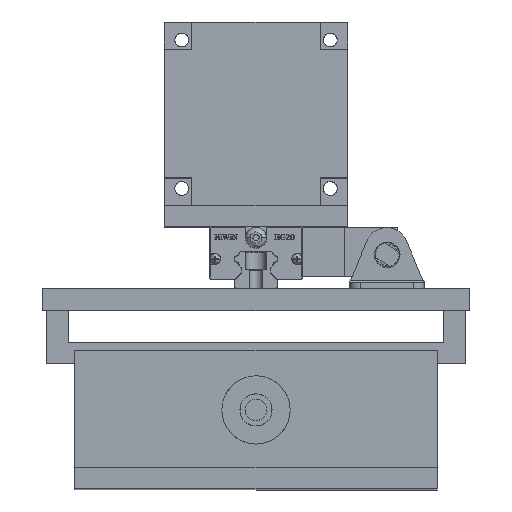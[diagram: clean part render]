
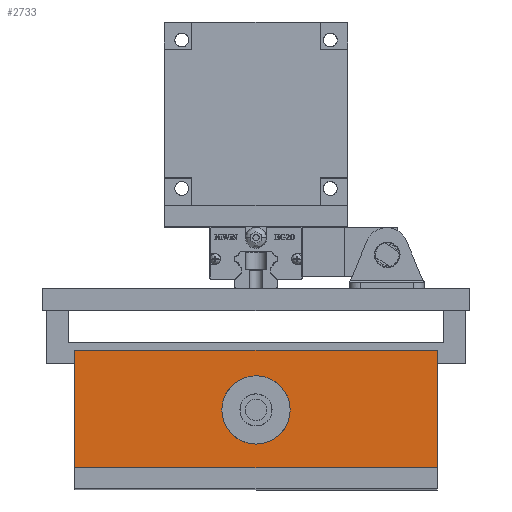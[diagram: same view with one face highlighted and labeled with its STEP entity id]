
A CAD part, top view. The second image highlights one B-rep face of the part: STEP entity #2733.
In plain terms, the highlighted free-form (B-spline) face has degree [1, 1] with [2, 2] control points.
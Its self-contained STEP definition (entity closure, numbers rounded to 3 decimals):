
#2604 = VERTEX_POINT('',#2605);
#2605 = CARTESIAN_POINT('',(-43.556,62.162,
    280.017));
#2612 = EDGE_CURVE('',#2613,#2604,#2615,.T.);
#2613 = VERTEX_POINT('',#2614);
#2614 = CARTESIAN_POINT('',(-240.473,62.162,
    280.017));
#2615 = B_SPLINE_CURVE_WITH_KNOTS('',1,(#2616,#2617),.UNSPECIFIED.,.F.,
  .F.,(2,2),(-85.,85.),.PIECEWISE_BEZIER_KNOTS.);
#2616 = CARTESIAN_POINT('',(-240.473,62.162,
    280.017));
#2617 = CARTESIAN_POINT('',(-43.556,62.162,
    280.017));
#2710 = EDGE_CURVE('',#2711,#2613,#2713,.T.);
#2711 = VERTEX_POINT('',#2712);
#2712 = CARTESIAN_POINT('',(-240.473,125.87,
    280.017));
#2713 = B_SPLINE_CURVE_WITH_KNOTS('',1,(#2714,#2715),.UNSPECIFIED.,.F.,
  .F.,(2,2),(-27.5,27.5),.PIECEWISE_BEZIER_KNOTS.);
#2714 = CARTESIAN_POINT('',(-240.473,125.87,
    280.017));
#2715 = CARTESIAN_POINT('',(-240.473,62.162,
    280.017));
#2733 = ADVANCED_FACE('',(#2734,#2750),#2772,.F.);
#2734 = FACE_BOUND('',#2735,.T.);
#2735 = EDGE_LOOP('',(#2736,#2737,#2738,#2745));
#2736 = ORIENTED_EDGE('',*,*,#2710,.T.);
#2737 = ORIENTED_EDGE('',*,*,#2612,.T.);
#2738 = ORIENTED_EDGE('',*,*,#2739,.T.);
#2739 = EDGE_CURVE('',#2604,#2740,#2742,.T.);
#2740 = VERTEX_POINT('',#2741);
#2741 = CARTESIAN_POINT('',(-43.556,125.87,
    280.017));
#2742 = B_SPLINE_CURVE_WITH_KNOTS('',1,(#2743,#2744),.UNSPECIFIED.,.F.,
  .F.,(2,2),(-27.5,27.5),.PIECEWISE_BEZIER_KNOTS.);
#2743 = CARTESIAN_POINT('',(-43.556,62.162,
    280.017));
#2744 = CARTESIAN_POINT('',(-43.556,125.87,
    280.017));
#2745 = ORIENTED_EDGE('',*,*,#2746,.T.);
#2746 = EDGE_CURVE('',#2740,#2711,#2747,.T.);
#2747 = B_SPLINE_CURVE_WITH_KNOTS('',1,(#2748,#2749),.UNSPECIFIED.,.F.,
  .F.,(2,2),(-85.,85.),.PIECEWISE_BEZIER_KNOTS.);
#2748 = CARTESIAN_POINT('',(-43.556,125.87,
    280.017));
#2749 = CARTESIAN_POINT('',(-240.473,125.87,
    280.017));
#2750 = FACE_BOUND('',#2751,.T.);
#2751 = EDGE_LOOP('',(#2752,#2764));
#2752 = ORIENTED_EDGE('',*,*,#2753,.T.);
#2753 = EDGE_CURVE('',#2754,#2756,#2758,.T.);
#2754 = VERTEX_POINT('',#2755);
#2755 = CARTESIAN_POINT('',(-160.547,93.437,
    280.017));
#2756 = VERTEX_POINT('',#2757);
#2757 = CARTESIAN_POINT('',(-123.481,93.437,
    280.017));
#2758 = ( BOUNDED_CURVE() B_SPLINE_CURVE(2,(#2759,#2760,#2761,#2762,
#2763),.UNSPECIFIED.,.F.,.F.) B_SPLINE_CURVE_WITH_KNOTS((3,2,3),(
    4.712,6.283,7.854),
.PIECEWISE_BEZIER_KNOTS.) CURVE() GEOMETRIC_REPRESENTATION_ITEM() 
RATIONAL_B_SPLINE_CURVE((1.,0.707,1.,0.707,1.)) 
REPRESENTATION_ITEM('') );
#2759 = CARTESIAN_POINT('',(-160.547,93.437,
    280.017));
#2760 = CARTESIAN_POINT('',(-160.547,111.97,
    280.017));
#2761 = CARTESIAN_POINT('',(-142.014,111.97,
    280.017));
#2762 = CARTESIAN_POINT('',(-123.481,111.97,
    280.017));
#2763 = CARTESIAN_POINT('',(-123.481,93.437,
    280.017));
#2764 = ORIENTED_EDGE('',*,*,#2765,.T.);
#2765 = EDGE_CURVE('',#2756,#2754,#2766,.T.);
#2766 = ( BOUNDED_CURVE() B_SPLINE_CURVE(2,(#2767,#2768,#2769,#2770,
#2771),.UNSPECIFIED.,.F.,.F.) B_SPLINE_CURVE_WITH_KNOTS((3,2,3),(
    1.571,3.142,4.712),
.PIECEWISE_BEZIER_KNOTS.) CURVE() GEOMETRIC_REPRESENTATION_ITEM() 
RATIONAL_B_SPLINE_CURVE((1.,0.707,1.,0.707,1.)) 
REPRESENTATION_ITEM('') );
#2767 = CARTESIAN_POINT('',(-123.481,93.437,
    280.017));
#2768 = CARTESIAN_POINT('',(-123.481,74.904,
    280.017));
#2769 = CARTESIAN_POINT('',(-142.014,74.904,
    280.017));
#2770 = CARTESIAN_POINT('',(-160.547,74.904,
    280.017));
#2771 = CARTESIAN_POINT('',(-160.547,93.437,
    280.017));
#2772 = B_SPLINE_SURFACE_WITH_KNOTS('',1,1,(
    (#2773,#2774)
    ,(#2775,#2776
    )),.UNSPECIFIED.,.F.,.F.,.F.,(2,2),(2,2),(-85.,85.),(-27.5,27.5),
  .PIECEWISE_BEZIER_KNOTS.);
#2773 = CARTESIAN_POINT('',(-43.556,62.162,
    280.017));
#2774 = CARTESIAN_POINT('',(-43.556,125.87,
    280.017));
#2775 = CARTESIAN_POINT('',(-240.473,62.162,
    280.017));
#2776 = CARTESIAN_POINT('',(-240.473,125.87,
    280.017));
